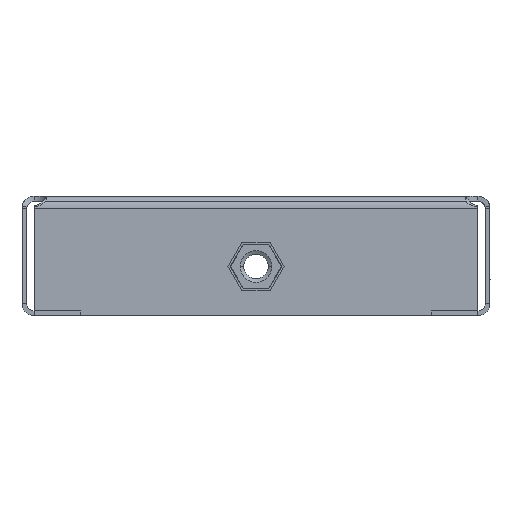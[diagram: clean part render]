
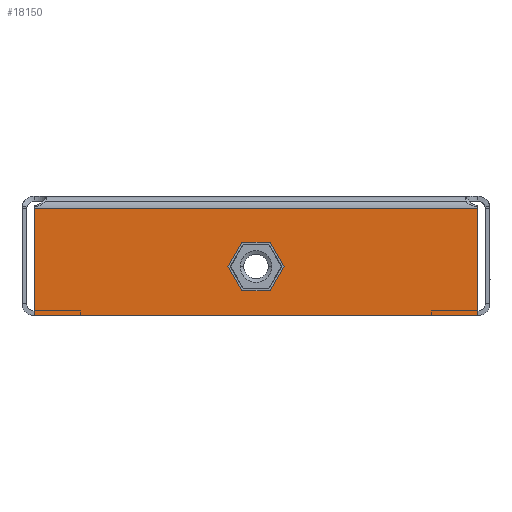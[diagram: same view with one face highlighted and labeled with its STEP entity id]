
A CAD part, left-side view. The second image highlights one B-rep face of the part: STEP entity #18150.
In plain terms, the highlighted planar face has unit normal (-1, 0, 0).
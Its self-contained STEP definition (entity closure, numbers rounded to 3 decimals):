
#224 = CARTESIAN_POINT ( 'NONE',  ( -352., -45.5, -24.5 ) ) ;
#838 = ORIENTED_EDGE ( 'NONE', *, *, #22922, .T. ) ;
#1181 = LINE ( 'NONE', #9905, #23048 ) ;
#1267 = VERTEX_POINT ( 'NONE', #21017 ) ;
#1434 = VECTOR ( 'NONE', #10738, 1000. ) ;
#2143 = LINE ( 'NONE', #14576, #26058 ) ;
#2429 = LINE ( 'NONE', #21124, #1434 ) ;
#2464 = VERTEX_POINT ( 'NONE', #15281 ) ;
#2551 = ORIENTED_EDGE ( 'NONE', *, *, #23343, .T. ) ;
#2841 = EDGE_CURVE ( 'NONE', #2464, #13507, #2429, .T. ) ;
#3246 = CARTESIAN_POINT ( 'NONE',  ( -352., 0., -24.5 ) ) ;
#3451 = ORIENTED_EDGE ( 'NONE', *, *, #19982, .T. ) ;
#4448 = DIRECTION ( 'NONE',  ( 0., 0., -1. ) ) ;
#4616 = DIRECTION ( 'NONE',  ( 0., 0.5, 0.866 ) ) ;
#4901 = VERTEX_POINT ( 'NONE', #15982 ) ;
#5483 = CARTESIAN_POINT ( 'NONE',  ( -352., -45.5, -2.5 ) ) ;
#5771 = LINE ( 'NONE', #5483, #10610 ) ;
#5838 = EDGE_CURVE ( 'NONE', #1267, #23736, #1181, .T. ) ;
#6220 = CARTESIAN_POINT ( 'NONE',  ( -352., 0., 0. ) ) ;
#6377 = CARTESIAN_POINT ( 'NONE',  ( -352., -2.656, -19. ) ) ;
#6837 = ORIENTED_EDGE ( 'NONE', *, *, #11555, .T. ) ;
#7317 = DIRECTION ( 'NONE',  ( 0., -1., 0. ) ) ;
#7368 = DIRECTION ( 'NONE',  ( 0., -0.5, 0.866 ) ) ;
#7454 = CARTESIAN_POINT ( 'NONE',  ( -352., -45.5, 0. ) ) ;
#7722 = VERTEX_POINT ( 'NONE', #19416 ) ;
#8119 = LINE ( 'NONE', #16465, #19910 ) ;
#8473 = VERTEX_POINT ( 'NONE', #13567 ) ;
#9429 = CARTESIAN_POINT ( 'NONE',  ( -352., -2.252, -1.3 ) ) ;
#9570 = EDGE_CURVE ( 'NONE', #4901, #7722, #8119, .T. ) ;
#9840 = VERTEX_POINT ( 'NONE', #20075 ) ;
#9905 = CARTESIAN_POINT ( 'NONE',  ( -352., 0., -9.8 ) ) ;
#10306 = DIRECTION ( 'NONE',  ( 1., 0., 0. ) ) ;
#10610 = VECTOR ( 'NONE', #12171, 1000. ) ;
#10738 = DIRECTION ( 'NONE',  ( 0., 0.5, -0.866 ) ) ;
#10757 = EDGE_CURVE ( 'NONE', #23736, #2464, #2143, .T. ) ;
#11555 = EDGE_CURVE ( 'NONE', #8473, #1267, #26081, .T. ) ;
#11943 = LINE ( 'NONE', #12355, #15330 ) ;
#11953 = ORIENTED_EDGE ( 'NONE', *, *, #5838, .T. ) ;
#12171 = DIRECTION ( 'NONE',  ( 0., -1., 0. ) ) ;
#12355 = CARTESIAN_POINT ( 'NONE',  ( -352., 0., -19. ) ) ;
#12364 = PLANE ( 'NONE',  #16175 ) ;
#12379 = DIRECTION ( 'NONE',  ( 0., -0.5, -0.866 ) ) ;
#12540 = LINE ( 'NONE', #19361, #14770 ) ;
#13507 = VERTEX_POINT ( 'NONE', #6377 ) ;
#13567 = CARTESIAN_POINT ( 'NONE',  ( -352., 5.312, -14.4 ) ) ;
#14576 = CARTESIAN_POINT ( 'NONE',  ( -352., 2.252, -1.3 ) ) ;
#14770 = VECTOR ( 'NONE', #4616, 1000. ) ;
#15281 = CARTESIAN_POINT ( 'NONE',  ( -352., -5.312, -14.4 ) ) ;
#15330 = VECTOR ( 'NONE', #22455, 1000. ) ;
#15982 = CARTESIAN_POINT ( 'NONE',  ( -352., 45.5, -2.5 ) ) ;
#16175 = AXIS2_PLACEMENT_3D ( 'NONE', #6220, #10306, #25329 ) ;
#16202 = DIRECTION ( 'NONE',  ( 0., -1., 0. ) ) ;
#16465 = CARTESIAN_POINT ( 'NONE',  ( -352., 45.5, 0. ) ) ;
#16801 = CARTESIAN_POINT ( 'NONE',  ( -352., -2.656, -9.8 ) ) ;
#16874 = VERTEX_POINT ( 'NONE', #224 ) ;
#16999 = FACE_OUTER_BOUND ( 'NONE', #23284, .T. ) ;
#18150 = ADVANCED_FACE ( 'NONE', ( #26957, #16999 ), #12364, .F. ) ;
#18257 = EDGE_LOOP ( 'NONE', ( #21396, #2551, #22414, #6837, #11953, #21952 ) ) ;
#19361 = CARTESIAN_POINT ( 'NONE',  ( -352., 10.219, -5.9 ) ) ;
#19416 = CARTESIAN_POINT ( 'NONE',  ( -352., 45.5, -24.5 ) ) ;
#19864 = EDGE_CURVE ( 'NONE', #9840, #8473, #12540, .T. ) ;
#19910 = VECTOR ( 'NONE', #4448, 1000. ) ;
#19982 = EDGE_CURVE ( 'NONE', #16874, #20968, #26168, .T. ) ;
#20075 = CARTESIAN_POINT ( 'NONE',  ( -352., 2.656, -19. ) ) ;
#20968 = VERTEX_POINT ( 'NONE', #24606 ) ;
#21017 = CARTESIAN_POINT ( 'NONE',  ( -352., 2.656, -9.8 ) ) ;
#21124 = CARTESIAN_POINT ( 'NONE',  ( -352., -10.219, -5.9 ) ) ;
#21190 = ORIENTED_EDGE ( 'NONE', *, *, #25019, .F. ) ;
#21396 = ORIENTED_EDGE ( 'NONE', *, *, #2841, .T. ) ;
#21544 = DIRECTION ( 'NONE',  ( 0., 0., 1. ) ) ;
#21952 = ORIENTED_EDGE ( 'NONE', *, *, #10757, .T. ) ;
#22414 = ORIENTED_EDGE ( 'NONE', *, *, #19864, .T. ) ;
#22455 = DIRECTION ( 'NONE',  ( 0., 1., 0. ) ) ;
#22640 = VECTOR ( 'NONE', #7368, 1000. ) ;
#22774 = ORIENTED_EDGE ( 'NONE', *, *, #9570, .T. ) ;
#22922 = EDGE_CURVE ( 'NONE', #7722, #16874, #26029, .T. ) ;
#23048 = VECTOR ( 'NONE', #16202, 1000. ) ;
#23284 = EDGE_LOOP ( 'NONE', ( #21190, #22774, #838, #3451 ) ) ;
#23343 = EDGE_CURVE ( 'NONE', #13507, #9840, #11943, .T. ) ;
#23736 = VERTEX_POINT ( 'NONE', #16801 ) ;
#24606 = CARTESIAN_POINT ( 'NONE',  ( -352., -45.5, -2.5 ) ) ;
#24840 = VECTOR ( 'NONE', #21544, 1000. ) ;
#24908 = VECTOR ( 'NONE', #7317, 1000. ) ;
#25019 = EDGE_CURVE ( 'NONE', #4901, #20968, #5771, .T. ) ;
#25329 = DIRECTION ( 'NONE',  ( 0., 0., -1. ) ) ;
#26029 = LINE ( 'NONE', #3246, #24908 ) ;
#26058 = VECTOR ( 'NONE', #12379, 1000. ) ;
#26081 = LINE ( 'NONE', #9429, #22640 ) ;
#26168 = LINE ( 'NONE', #7454, #24840 ) ;
#26957 = FACE_BOUND ( 'NONE', #18257, .T. ) ;
